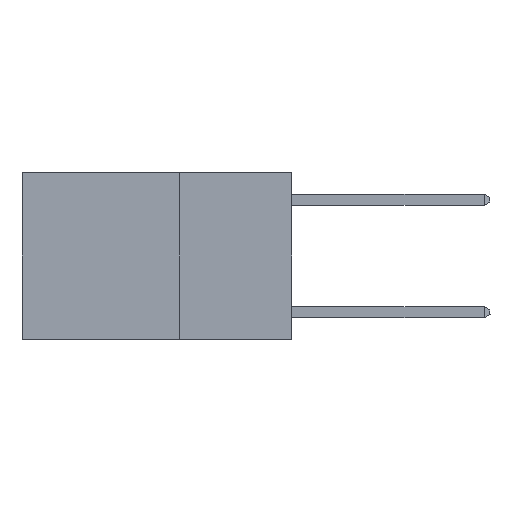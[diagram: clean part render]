
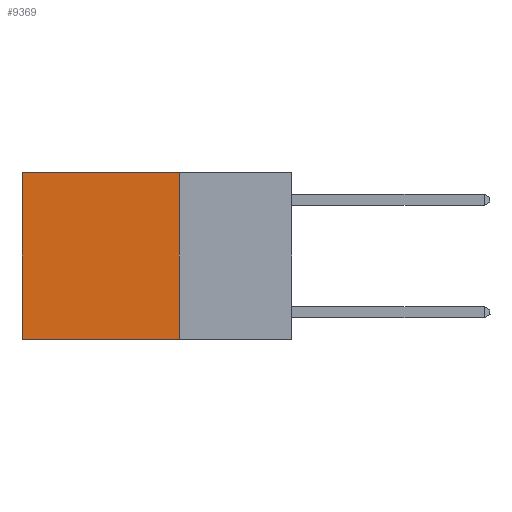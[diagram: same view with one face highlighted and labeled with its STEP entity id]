
A CAD part, left-side view. The second image highlights one B-rep face of the part: STEP entity #9369.
In plain terms, the highlighted planar face has unit normal (-1, 0, 0).
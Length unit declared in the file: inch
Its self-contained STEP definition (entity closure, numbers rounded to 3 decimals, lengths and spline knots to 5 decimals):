
#137 = CARTESIAN_POINT ( 'NONE',  ( 0.2625, 0.6, 0. ) ) ;
#1020 = CARTESIAN_POINT ( 'NONE',  ( 0.2625, 0.25, 0. ) ) ;
#1328 = ORIENTED_EDGE ( 'NONE', *, *, #6432, .T. ) ;
#1623 = LINE ( 'NONE', #9318, #16674 ) ;
#2655 = DIRECTION ( 'NONE',  ( 0., 0., -1. ) ) ;
#3478 = EDGE_CURVE ( 'NONE', #14137, #16150, #16462, .T. ) ;
#3989 = LINE ( 'NONE', #137, #10690 ) ;
#4003 = VECTOR ( 'NONE', #2655, 39.37008 ) ;
#5210 = DIRECTION ( 'NONE',  ( 0., 1., 0. ) ) ;
#5489 = EDGE_CURVE ( 'NONE', #7196, #17132, #1623, .T. ) ;
#5686 = LINE ( 'NONE', #12363, #4003 ) ;
#6432 = EDGE_CURVE ( 'NONE', #16150, #17132, #3989, .T. ) ;
#6601 = EDGE_LOOP ( 'NONE', ( #1328, #9741, #11933, #17188 ) ) ;
#7196 = VERTEX_POINT ( 'NONE', #13129 ) ;
#8177 = CARTESIAN_POINT ( 'NONE',  ( 0.2625, 0.25, 0. ) ) ;
#8336 = DIRECTION ( 'NONE',  ( 0., 0., -1. ) ) ;
#8857 = PLANE ( 'NONE',  #15461 ) ;
#8935 = DIRECTION ( 'NONE',  ( 0., 0., -1. ) ) ;
#9318 = CARTESIAN_POINT ( 'NONE',  ( 0.2625, 0.25, -0.37 ) ) ;
#9369 = ADVANCED_FACE ( 'NONE', ( #11892 ), #8857, .F. ) ;
#9741 = ORIENTED_EDGE ( 'NONE', *, *, #5489, .F. ) ;
#10690 = VECTOR ( 'NONE', #8336, 39.37008 ) ;
#11892 = FACE_OUTER_BOUND ( 'NONE', #6601, .T. ) ;
#11933 = ORIENTED_EDGE ( 'NONE', *, *, #14827, .F. ) ;
#12070 = VECTOR ( 'NONE', #13606, 39.37008 ) ;
#12363 = CARTESIAN_POINT ( 'NONE',  ( 0.2625, 0.25, 0. ) ) ;
#13129 = CARTESIAN_POINT ( 'NONE',  ( 0.2625, 0.25, -0.37 ) ) ;
#13606 = DIRECTION ( 'NONE',  ( 0., 1., 0. ) ) ;
#13693 = CARTESIAN_POINT ( 'NONE',  ( 0.2625, 0.6, 0. ) ) ;
#14137 = VERTEX_POINT ( 'NONE', #15705 ) ;
#14827 = EDGE_CURVE ( 'NONE', #14137, #7196, #5686, .T. ) ;
#15461 = AXIS2_PLACEMENT_3D ( 'NONE', #1020, #17230, #8935 ) ;
#15705 = CARTESIAN_POINT ( 'NONE',  ( 0.2625, 0.25, 0. ) ) ;
#15879 = CARTESIAN_POINT ( 'NONE',  ( 0.2625, 0.6, -0.37 ) ) ;
#16150 = VERTEX_POINT ( 'NONE', #13693 ) ;
#16462 = LINE ( 'NONE', #8177, #12070 ) ;
#16674 = VECTOR ( 'NONE', #5210, 39.37008 ) ;
#17132 = VERTEX_POINT ( 'NONE', #15879 ) ;
#17188 = ORIENTED_EDGE ( 'NONE', *, *, #3478, .T. ) ;
#17230 = DIRECTION ( 'NONE',  ( 1., 0., 0. ) ) ;
